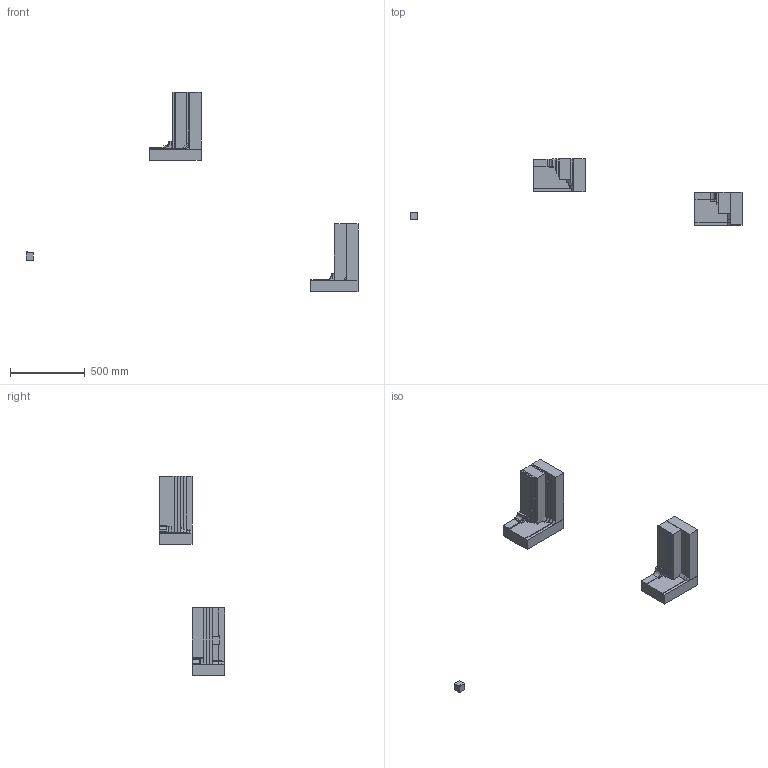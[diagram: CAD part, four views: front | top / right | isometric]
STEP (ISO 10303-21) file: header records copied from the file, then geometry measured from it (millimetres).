
FILE_DESCRIPTION(('STEP AP214'),'1');
FILE_NAME('20.12.08 2020- OS8 System Anschluss an Sockeldämmung -03.12.STP','2020-12-17T12:06:53',(' '),(' '),'Spatial InterOp 3D',' ',' ');
FILE_SCHEMA(('automotive_design'));
Length unit declared in the file: millimetre
Products named in the file (38): 3D WÜRFEL; Quader; gerades Prisma
Bounding box: 2219.09 x 440 x 1333 mm (x, y, z)
Volume: 34755427.5 mm3; surface area: 2536002.8 mm2
Topology: 38 solids, 38 shells, 248 faces, 516 edges, 344 vertices
Faces by surface type: plane 238, cylinder 10
Entity records: 9323 total; most frequent: CARTESIAN_POINT 1146, DIRECTION 1108, ORIENTED_EDGE 1032, EDGE_CURVE 516, LINE 496, VECTOR 496, VERTEX_POINT 344, AXIS2_PLACEMENT_3D 306
